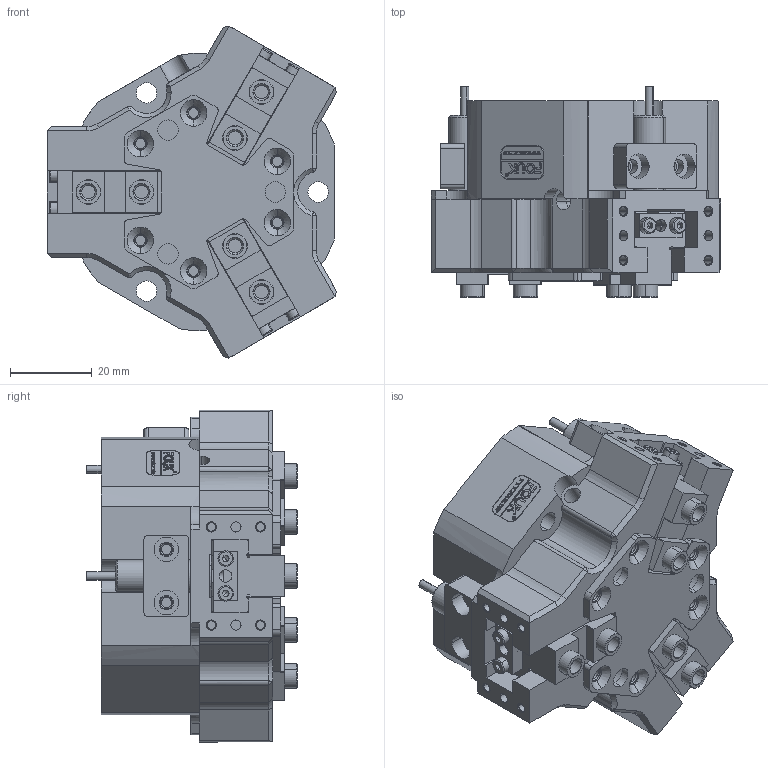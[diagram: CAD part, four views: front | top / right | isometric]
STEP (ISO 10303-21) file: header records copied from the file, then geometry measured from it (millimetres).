
FILE_DESCRIPTION (( 'STEP AP203' ), '1' );
FILE_NAME ('TZ42-76.STEP', '2024-12-24T07:12:20', ( 'USER-' ), ( 'Microsoft' ), 'SwSTEP 2.0', 'SolidWorks 2018', '' );
FILE_SCHEMA (( 'CONFIG_CONTROL_DESIGN' ));
Length unit declared in the file: millimetre
Products named in the file (16): TZ42-76杅耀.sldasm-Part-11; 揤輸杅耀.sldasm-Part-9; TZ42-76杅耀.sldasm-Part-23; 12x8-R2; TZ42-76杅耀.sldasm-Part-25; TZ42-76杅耀.sldasm-Part-15; TZ42-76杅耀.sldasm-Part-16; 揤輸蚾饜极; TZ42-76杅耀.sldasm-Part-17; 埴翐芛_GB_FASTENER_SCREWS_HSHCS M2X8-N; TZ42-76杅耀.sldasm-Part-13; TZ42-76杅耀.sldasm-Part-27; TZ42-76杅耀.sldasm-Part-29; TZ42-76; TZ42-76杅耀.sldasm-Part-14; TZ42-76杅耀.sldasm-Part-8
Assembly tree (22 placements, depth 3):
  TZ42-76
    TZ42-76杅耀.sldasm-Part-8
    TZ42-76杅耀.sldasm-Part-11  x3
    TZ42-76杅耀.sldasm-Part-14
    TZ42-76杅耀.sldasm-Part-15
    TZ42-76杅耀.sldasm-Part-17
    TZ42-76杅耀.sldasm-Part-23
    TZ42-76杅耀.sldasm-Part-25
    TZ42-76杅耀.sldasm-Part-27
    TZ42-76杅耀.sldasm-Part-29
    TZ42-76杅耀.sldasm-Part-13  x2
    TZ42-76杅耀.sldasm-Part-16  x2
    揤輸蚾饜极  x3
      揤輸杅耀.sldasm-Part-9
      埴翐芛_GB_FASTENER_SCREWS_HSHCS M2X8-N
    12x8-R2
Bounding box: 70.73 x 51.5 x 81.25 mm (x, y, z)
Volume: 135101 mm3; surface area: 44768.4 mm2
Topology: 25 solids, 25 shells, 1490 faces, 3771 edges, 2417 vertices
Faces by surface type: plane 714, cylinder 410, cone 199, bspline 155, torus 12
Entity records: 41584 total; most frequent: CARTESIAN_POINT 12412, ORIENTED_EDGE 5798, DIRECTION 5406, EDGE_CURVE 2899, VERTEX_POINT 1870, AXIS2_PLACEMENT_3D 1818, LINE 1770, VECTOR 1770
